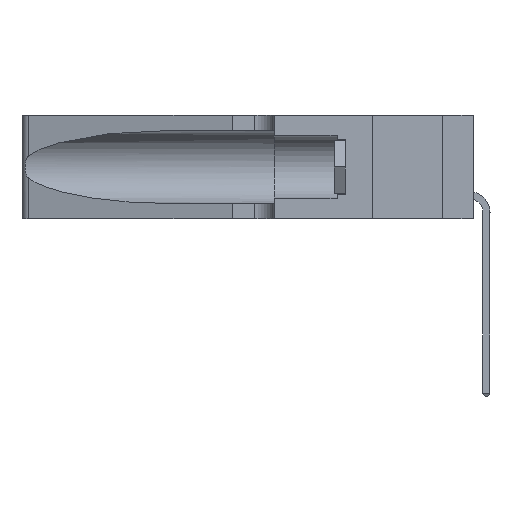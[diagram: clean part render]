
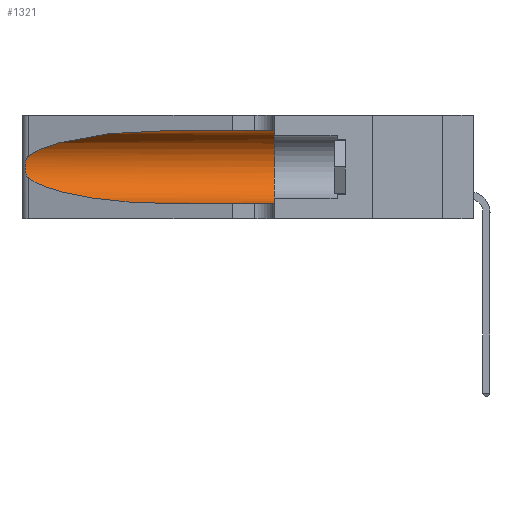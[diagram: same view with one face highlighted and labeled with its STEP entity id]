
A CAD part, left-side view. The second image highlights one B-rep face of the part: STEP entity #1321.
In plain terms, the highlighted cylindrical face has radius 3.308 mm (diameter 6.617 mm), a partial arc.
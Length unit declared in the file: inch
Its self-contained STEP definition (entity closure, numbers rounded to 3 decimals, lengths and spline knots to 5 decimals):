
#235 = EDGE_CURVE ( 'NONE', #13347, #17631, #9503, .T. ) ;
#742 = EDGE_CURVE ( 'NONE', #13347, #6644, #2195, .T. ) ;
#793 = EDGE_CURVE ( 'NONE', #7743, #5980, #5428, .T. ) ;
#973 = CARTESIAN_POINT ( 'NONE',  ( 0.1305, 0.72297, 0.31525 ) ) ;
#1015 = ORIENTED_EDGE ( 'NONE', *, *, #1079, .T. ) ;
#1049 = CARTESIAN_POINT ( 'NONE',  ( 0.25787, 1.23484, 0.2124 ) ) ;
#1079 = EDGE_CURVE ( 'NONE', #5980, #14047, #13436, .T. ) ;
#1108 = CARTESIAN_POINT ( 'NONE',  ( 0.25487, 1.22718, 0.14631 ) ) ;
#1321 = ADVANCED_FACE ( 'NONE', ( #4982 ), #15824, .F. ) ;
#1918 = ORIENTED_EDGE ( 'NONE', *, *, #793, .T. ) ;
#2195 = LINE ( 'NONE', #13791, #11722 ) ;
#2219 = ORIENTED_EDGE ( 'NONE', *, *, #742, .F. ) ;
#2327 = CARTESIAN_POINT ( 'NONE',  ( 0.26075, 1.23896, 0.19203 ) ) ;
#2515 = CARTESIAN_POINT ( 'NONE',  ( 0.25487, 1.22718, 0.14631 ) ) ;
#3487 = CIRCLE ( 'NONE', #17090, 0.13025 ) ;
#3788 = CARTESIAN_POINT ( 'NONE',  ( 0.25789, 1.23486, 0.15765 ) ) ;
#3852 = CARTESIAN_POINT ( 'NONE',  ( 0.26017, 1.23833, 0.17102 ) ) ;
#4219 = CARTESIAN_POINT ( 'NONE',  ( 0.1305, 0.72297, 0.05475 ) ) ;
#4684 = CARTESIAN_POINT ( 'NONE',  ( 0.1305, 0.35, 0.05475 ) ) ;
#4760 = DIRECTION ( 'NONE',  ( 0., -1., 0. ) ) ;
#4881 = CARTESIAN_POINT ( 'NONE',  ( 0.1305, 0.72297, 0.05475 ) ) ;
#4982 = FACE_OUTER_BOUND ( 'NONE', #14591, .T. ) ;
#5105 = DIRECTION ( 'NONE',  ( 0., 0., -1. ) ) ;
#5119 = CARTESIAN_POINT ( 'NONE',  ( 0.25856, 1.23593, 0.16098 ) ) ;
#5313 = CARTESIAN_POINT ( 'NONE',  ( 0.25487, 1.22718, 0.22369 ) ) ;
#5333 = ORIENTED_EDGE ( 'NONE', *, *, #235, .T. ) ;
#5428 =( BOUNDED_CURVE ( )  B_SPLINE_CURVE ( 3, ( #16442, #8320, #10994, #4219 ),
 .UNSPECIFIED., .F., .F. ) 
 B_SPLINE_CURVE_WITH_KNOTS ( ( 4, 4 ),
 ( 3.44316, 4.71239 ),
 .UNSPECIFIED. ) 
 CURVE ( )  GEOMETRIC_REPRESENTATION_ITEM ( )  RATIONAL_B_SPLINE_CURVE ( ( 1., 0.87, 0.87, 1. ) ) 
 REPRESENTATION_ITEM ( '' )  );
#5432 = CARTESIAN_POINT ( 'NONE',  ( 0.1305, 0.35, 0.31525 ) ) ;
#5647 = VECTOR ( 'NONE', #4760, 39.37008 ) ;
#5980 = VERTEX_POINT ( 'NONE', #4881 ) ;
#6270 = CARTESIAN_POINT ( 'NONE',  ( 0.1305, 0.72297, 0.31525 ) ) ;
#6500 = CARTESIAN_POINT ( 'NONE',  ( 0.25487, 1.22718, 0.22369 ) ) ;
#6513 = CARTESIAN_POINT ( 'NONE',  ( 0.25639, 1.23186, 0.15144 ) ) ;
#6577 = CARTESIAN_POINT ( 'NONE',  ( 0.25555, 1.22993, 0.14849 ) ) ;
#6644 = VERTEX_POINT ( 'NONE', #5432 ) ;
#7276 = AXIS2_PLACEMENT_3D ( 'NONE', #16179, #11881, #5105 ) ;
#7731 = EDGE_CURVE ( 'NONE', #17631, #7743, #11629, .T. ) ;
#7743 = VERTEX_POINT ( 'NONE', #2515 ) ;
#7826 = CARTESIAN_POINT ( 'NONE',  ( 0.2373, 1.15595, 0.28018 ) ) ;
#8079 = ORIENTED_EDGE ( 'NONE', *, *, #11514, .F. ) ;
#8320 = CARTESIAN_POINT ( 'NONE',  ( 0.2373, 1.15595, 0.08982 ) ) ;
#9503 =( BOUNDED_CURVE ( )  B_SPLINE_CURVE ( 3, ( #973, #14909, #7826, #6500 ),
 .UNSPECIFIED., .F., .F. ) 
 B_SPLINE_CURVE_WITH_KNOTS ( ( 4, 4 ),
 ( 1.5708, 2.84003 ),
 .UNSPECIFIED. ) 
 CURVE ( )  GEOMETRIC_REPRESENTATION_ITEM ( )  RATIONAL_B_SPLINE_CURVE ( ( 1., 0.87, 0.87, 1. ) ) 
 REPRESENTATION_ITEM ( '' )  );
#9621 = CARTESIAN_POINT ( 'NONE',  ( 0.25487, 1.22718, 0.22369 ) ) ;
#10312 = CARTESIAN_POINT ( 'NONE',  ( 0.1305, 1.61858, 0.05475 ) ) ;
#10462 = CARTESIAN_POINT ( 'NONE',  ( 0.1305, 0.35, 0.185 ) ) ;
#10612 = CARTESIAN_POINT ( 'NONE',  ( 0.26018, 1.23835, 0.19895 ) ) ;
#10865 = CARTESIAN_POINT ( 'NONE',  ( 0.25854, 1.2359, 0.20912 ) ) ;
#10994 = CARTESIAN_POINT ( 'NONE',  ( 0.18966, 0.96281, 0.05475 ) ) ;
#11183 = DIRECTION ( 'NONE',  ( 0., 1., 0. ) ) ;
#11514 = EDGE_CURVE ( 'NONE', #6644, #14047, #3487, .T. ) ;
#11629 = B_SPLINE_CURVE_WITH_KNOTS ( 'NONE', 3,
 ( #5313, #13541, #12075, #1049, #10865, #10612, #2327, #12016, #3852, #5119, #3788, #6513, #6577, #1108 ),
 .UNSPECIFIED., .F., .F.,
 ( 4, 2, 2, 2, 2, 2, 4 ),
 ( 0., 0.00027, 0.00053, 0.00107, 0.0016, 0.00187, 0.00214 ),
 .UNSPECIFIED. ) ;
#11722 = VECTOR ( 'NONE', #12573, 39.37008 ) ;
#11881 = DIRECTION ( 'NONE',  ( 0., -1., 0. ) ) ;
#12016 = CARTESIAN_POINT ( 'NONE',  ( 0.26075, 1.23896, 0.178 ) ) ;
#12075 = CARTESIAN_POINT ( 'NONE',  ( 0.25639, 1.23184, 0.21858 ) ) ;
#12483 = ORIENTED_EDGE ( 'NONE', *, *, #7731, .T. ) ;
#12573 = DIRECTION ( 'NONE',  ( 0., -1., 0. ) ) ;
#13347 = VERTEX_POINT ( 'NONE', #6270 ) ;
#13436 = LINE ( 'NONE', #10312, #5647 ) ;
#13541 = CARTESIAN_POINT ( 'NONE',  ( 0.25555, 1.22994, 0.2215 ) ) ;
#13791 = CARTESIAN_POINT ( 'NONE',  ( 0.1305, 1.61858, 0.31525 ) ) ;
#14047 = VERTEX_POINT ( 'NONE', #4684 ) ;
#14591 = EDGE_LOOP ( 'NONE', ( #5333, #12483, #1918, #1015, #8079, #2219 ) ) ;
#14909 = CARTESIAN_POINT ( 'NONE',  ( 0.18966, 0.96281, 0.31525 ) ) ;
#15824 = CYLINDRICAL_SURFACE ( 'NONE', #7276, 0.13025 ) ;
#16179 = CARTESIAN_POINT ( 'NONE',  ( 0.1305, 1.61858, 0.185 ) ) ;
#16442 = CARTESIAN_POINT ( 'NONE',  ( 0.25487, 1.22718, 0.14631 ) ) ;
#16804 = DIRECTION ( 'NONE',  ( 0., 0., 1. ) ) ;
#17090 = AXIS2_PLACEMENT_3D ( 'NONE', #10462, #11183, #16804 ) ;
#17631 = VERTEX_POINT ( 'NONE', #9621 ) ;
